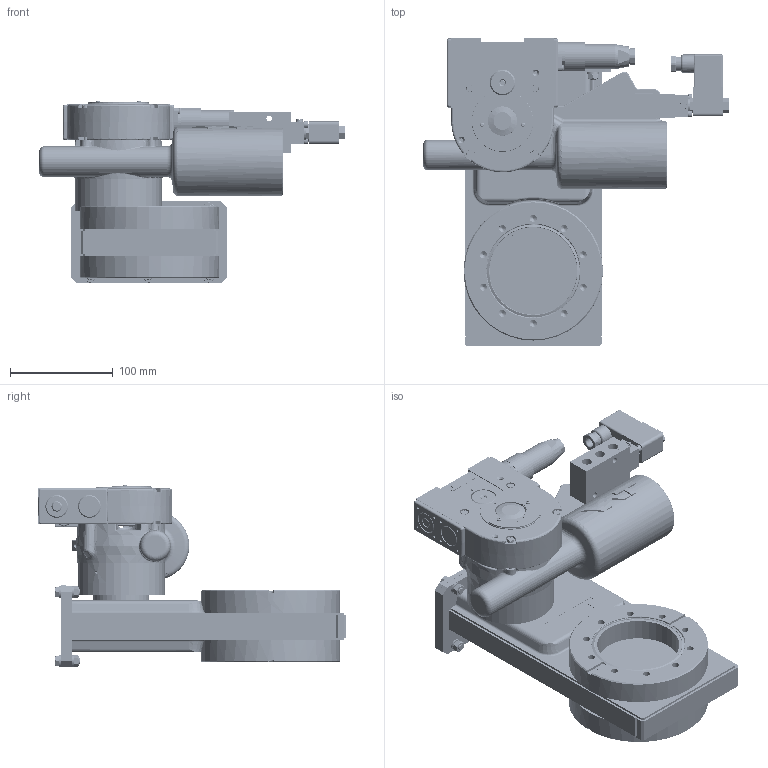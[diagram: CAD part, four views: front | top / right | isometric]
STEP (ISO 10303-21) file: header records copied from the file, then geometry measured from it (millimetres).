
FILE_DESCRIPTION(/* description */ (''),/* implementation_level */ '2;1');
FILE_NAME(/* name */ '1925846652_203.stp',/* time_stamp */ '2023-09-08T08:55:06+02:00',/* author */ (''),/* organization */ (''),/* preprocessor_version */ 'ST-DEVELOPER v19.3',/* originating_system */ 'SIEMENS PLM Software NX2212.6000',/* authorisation */ '');
FILE_SCHEMA (('AP203_CONFIGURATION_CONTROLLED_3D_DESIGN_OF_MECHANICAL_PARTS_AND_ASSEMBLIES_MIM_LF { 1 0 10303 403 2 1 2}'));
Products named in the file (44): 47368-01.1; 219805.1_39446ID; 219804.1; 90388-01.1; 45736-04.1; 1009931; 467863; 467864; N-7501-501_1.2; N-7501-501_2.2; 355424.5_39096ID; 355424.5_39097ID; 47370-01.3; 979737_39315ID; n-7016-010; N-5062-001.1; N-7015-015.2; n-8504-002; N-6029-112.1; 60538-01.1; 60538-01_2.1; N-6016-123.1; N-6029-102.1; N-8504-102.3; N-6289-133.2; 60539-01.1; 60532-01.3; 92157-01.2; 43316-04.1; 224810; N-5021-456.1; N-6053-411.2; N-6131-413.1; N-6203-055.1; 77776-01.4; 77774-01.1; 219823.1; 436163; 47272-01.3; n-8501-300_MODELNX-ARRAGMNTArrangement 1 ...
Assembly tree (75 placements, depth 4):
  711499
    214424.6
      60532-01.3  x2
      60539-01.1
      N-6289-133.2
      N-8504-102.3
      N-6029-102.1  x2
      N-6016-123.1  x4
      60538-01_2.1
      60538-01.1
      N-6029-112.1  x2
      n-8504-002
    77774-01.1
    77776-01.4
    83490-r1.8_NX-ARRAGMNTKONFIG4
      N-7501-501.4_NX-ARRAGMNTKONFIG4
        N-7501-501_2.2
        N-7501-501_1.2
      N-7015-015.2  x2
      N-5062-001.1  x2
      n-7016-010  x2
      n-8501-300_MODELNX-ARRAGMNTArrangement 1
        467864
        467863
        1009931
    N-6203-055.1
    N-6131-413.1  x12
    N-6053-411.2  x6
    N-5021-456.1  x6
    224810  x2
    43316-04.1
    92157-01.2
    47272-01.3
      979737_39315ID
    436163
      219823.1
        45736-04.1  x2
        90388-01.1
        219804.1
        219805.1_39446ID
        47368-01.1
      47370-01.3
      355424.5_39097ID
      355424.5_39096ID
Bounding box: 298.2 x 300.13 x 178.45 mm (x, y, z)
Volume: 1674314.3 mm3; surface area: 644627.7 mm2
Topology: 99 solids, 99 shells, 3004 faces, 6997 edges, 4479 vertices
Faces by surface type: plane 1486, cylinder 879, bspline 266, cone 222, torus 89, extrusion 46, sphere 16
Full cylindrical faces by diameter (mm): 1 x2, 1.5 x7, 1.66 x7, 1.8 x7, 2 x24, 2.2 x2, 2.25 x20, 2.45 x20, 2.5 x1, 2.55 x4, 2.657 x1, 2.8 x3, 2.9 x2, 3 x13, 3.025 x8, 3.07 x12, 3.2 x4, 3.251 x1, 3.26 x4, 3.28 x8, 3.3 x9, 3.6 x2, 3.85 x3, 4 x10, 4.2 x2, 4.4 x2, 4.5 x1, 4.55 x8, 4.9 x1, 4.96 x8
Entity records: 78392 total; most frequent: CARTESIAN_POINT 22914, DIRECTION 10207, ORIENTED_EDGE 9734, EDGE_CURVE 4867, AXIS2_PLACEMENT_3D 3963, VERTEX_POINT 3418, EDGE_LOOP 3153, VECTOR 2281
